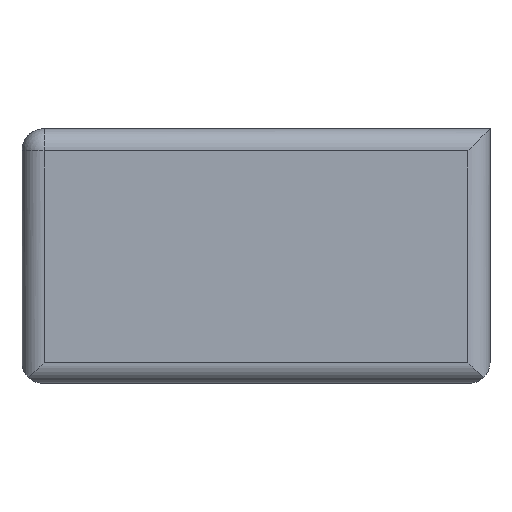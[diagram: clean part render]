
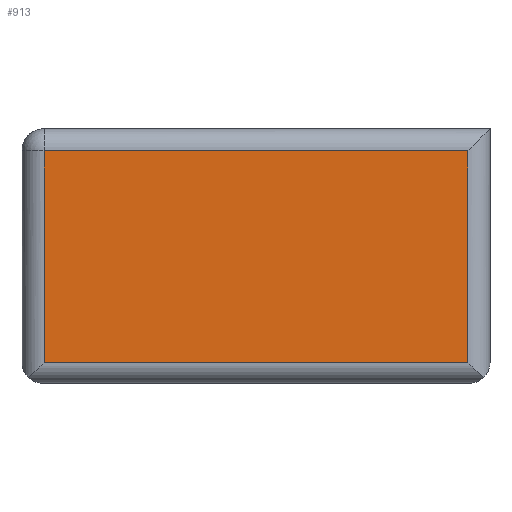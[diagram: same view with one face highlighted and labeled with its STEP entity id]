
A CAD part, front view. The second image highlights one B-rep face of the part: STEP entity #913.
In plain terms, the highlighted planar face has unit normal (0, -1, 0).
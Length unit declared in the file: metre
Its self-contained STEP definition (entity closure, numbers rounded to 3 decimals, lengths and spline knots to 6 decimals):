
#144=ORIENTED_EDGE('',*,*,#417,.T.);
#145=ORIENTED_EDGE('',*,*,#418,.T.);
#146=ORIENTED_EDGE('',*,*,#419,.T.);
#147=ORIENTED_EDGE('',*,*,#420,.T.);
#417=EDGE_CURVE('',#552,#553,#637,.T.);
#418=EDGE_CURVE('',#553,#554,#638,.F.);
#419=EDGE_CURVE('',#554,#555,#639,.F.);
#420=EDGE_CURVE('',#555,#552,#640,.T.);
#552=VERTEX_POINT('',#1437);
#553=VERTEX_POINT('',#1438);
#554=VERTEX_POINT('',#1440);
#555=VERTEX_POINT('',#1442);
#637=LINE('',#1436,#726);
#638=LINE('',#1439,#727);
#639=LINE('',#1441,#728);
#640=LINE('',#1443,#729);
#726=VECTOR('',#1133,1.);
#727=VECTOR('',#1134,1.);
#728=VECTOR('',#1135,1.);
#729=VECTOR('',#1136,1.);
#778=EDGE_LOOP('',(#144,#145,#146,#147));
#834=FACE_BOUND('',#778,.T.);
#890=PLANE('',#984);
#913=ADVANCED_FACE('',(#834),#890,.F.);
#984=AXIS2_PLACEMENT_3D('',#1435,#1131,#1132);
#1131=DIRECTION('',(0.,1.,0.));
#1132=DIRECTION('',(0.,0.,1.));
#1133=DIRECTION('',(1.,0.,0.));
#1134=DIRECTION('',(0.,0.,-1.));
#1135=DIRECTION('',(1.,0.,0.));
#1136=DIRECTION('',(0.,0.,-1.));
#1435=CARTESIAN_POINT('',(0.0365,0.,0.004));
#1436=CARTESIAN_POINT('',(0.0365,0.,0.002));
#1437=CARTESIAN_POINT('',(0.006173,0.,0.002));
#1438=CARTESIAN_POINT('',(0.047827,0.,0.002));
#1439=CARTESIAN_POINT('',(0.047827,0.,0.004));
#1440=CARTESIAN_POINT('',(0.047827,0.,0.022827));
#1441=CARTESIAN_POINT('',(0.004,0.,0.022827));
#1442=CARTESIAN_POINT('',(0.006173,0.,0.022827));
#1443=CARTESIAN_POINT('',(0.006173,0.,0.004));
